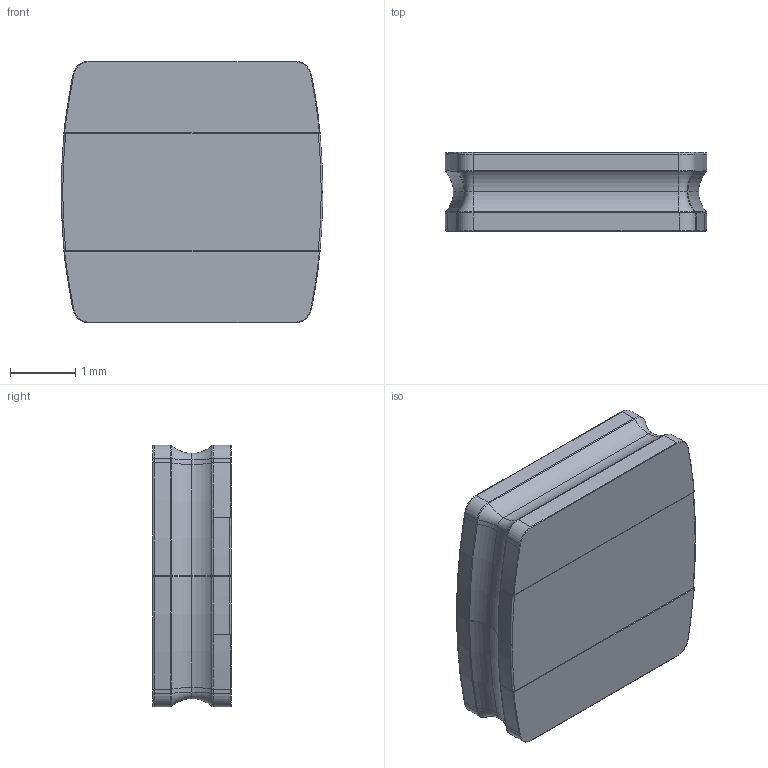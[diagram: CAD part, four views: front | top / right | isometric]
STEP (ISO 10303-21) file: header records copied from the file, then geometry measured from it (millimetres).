
FILE_DESCRIPTION (( 'STEP AP214' ), '1' );
FILE_NAME ('VLS4012CX-101M-1.STEP', '2021-10-18T20:22:51', ( '' ), ( '' ), 'SwSTEP 2.0', 'SolidWorks 2021', '' );
FILE_SCHEMA (( 'AUTOMOTIVE_DESIGN' ));
Length unit declared in the file: millimetre
Products named in the file (1): VLS4012CX-101M-1
Bounding box: 4 x 1.21 x 4 mm (x, y, z)
Volume: 17.7 mm3; surface area: 49.1 mm2
Topology: 1 solids, 1 shells, 160 faces, 352 edges, 194 vertices
Faces by surface type: cylinder 74, torus 52, plane 30, bspline 4
Entity records: 6288 total; most frequent: CARTESIAN_POINT 931, DIRECTION 850, ORIENTED_EDGE 704, AXIS2_PLACEMENT_3D 357, EDGE_CURVE 352, CIRCLE 200, VERTEX_POINT 194, UNCERTAINTY_MEASURE_WITH_UNIT 161
